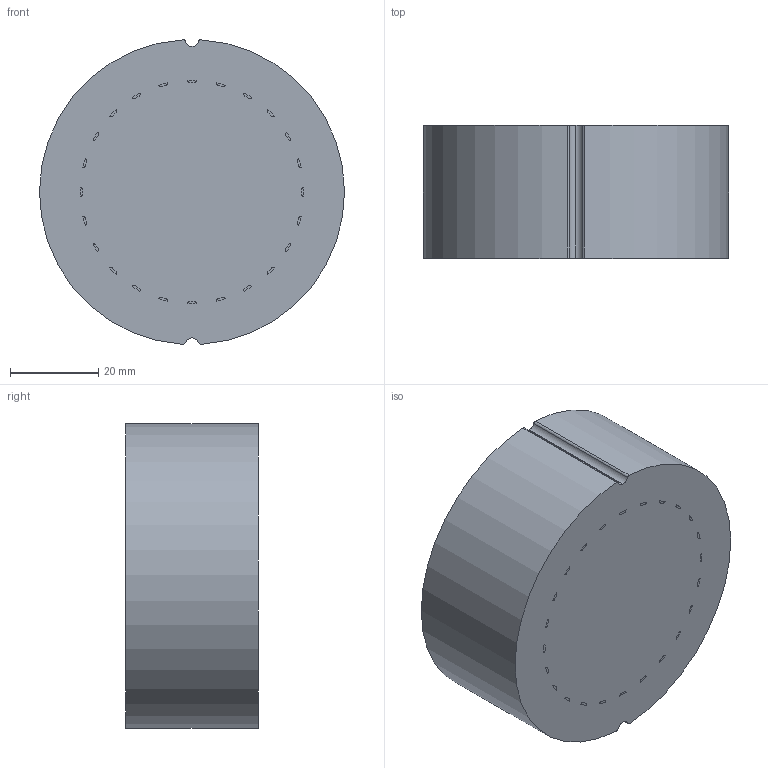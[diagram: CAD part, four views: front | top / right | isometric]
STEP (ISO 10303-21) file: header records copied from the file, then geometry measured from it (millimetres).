
FILE_DESCRIPTION (( 'STEP AP214' ), '1' );
FILE_NAME ('Schwinn_IC_SE.STEP', '2025-02-12T14:52:43', ( '' ), ( '' ), 'SwSTEP 2.0', 'SolidWorks 2025', '' );
FILE_SCHEMA (( 'AUTOMOTIVE_DESIGN' ));
Length unit declared in the file: millimetre
Products named in the file (1): Schwinn_IC_SE
Bounding box: 69 x 30 x 68.87 mm (x, y, z)
Volume: 54102.5 mm3; surface area: 21799.4 mm2
Topology: 25 solids, 25 shells, 184 faces, 399 edges, 266 vertices
Faces by surface type: cylinder 61, plane 51, bspline 48, cone 24
Entity records: 5888 total; most frequent: CARTESIAN_POINT 1906, ORIENTED_EDGE 798, DIRECTION 699, EDGE_CURVE 399, AXIS2_PLACEMENT_3D 307, VERTEX_POINT 266, EDGE_LOOP 185, FACE_OUTER_BOUND 184
